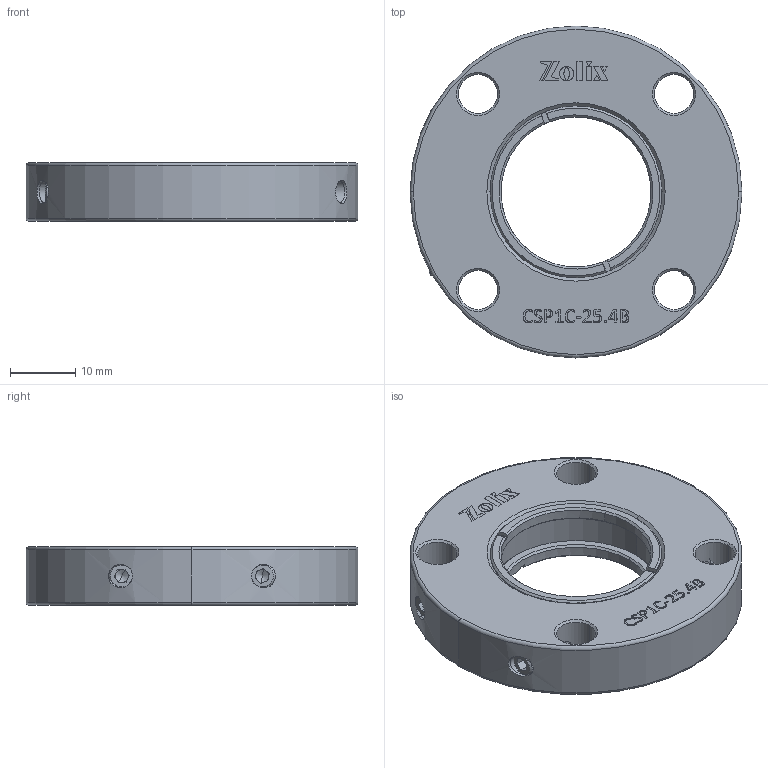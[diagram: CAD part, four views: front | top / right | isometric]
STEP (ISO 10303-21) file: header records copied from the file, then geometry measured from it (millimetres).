
FILE_DESCRIPTION (( 'STEP AP203' ), '1' );
FILE_NAME ('CSP1C-25.4B.STEP', '2025-08-01T07:30:03', ( '' ), ( '' ), 'SwSTEP 2.0', 'SolidWorks 2020', '' );
FILE_SCHEMA (( 'CONFIG_CONTROL_DESIGN' ));
Length unit declared in the file: millimetre
Products named in the file (1): CSP1C-25.4B
Bounding box: 50.8 x 50.8 x 9 mm (x, y, z)
Volume: 12667 mm3; surface area: 7295.8 mm2
Topology: 7 solids, 7 shells, 537 faces, 1436 edges, 920 vertices
Faces by surface type: plane 304, bspline 105, cone 80, cylinder 44, torus 4
Entity records: 26939 total; most frequent: CARTESIAN_POINT 14249, ORIENTED_EDGE 2824, DIRECTION 2196, EDGE_CURVE 1412, LINE 962, VECTOR 962, VERTEX_POINT 920, AXIS2_PLACEMENT_3D 617
